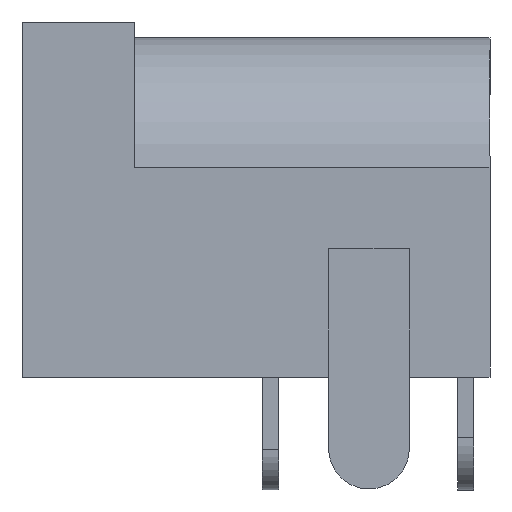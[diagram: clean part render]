
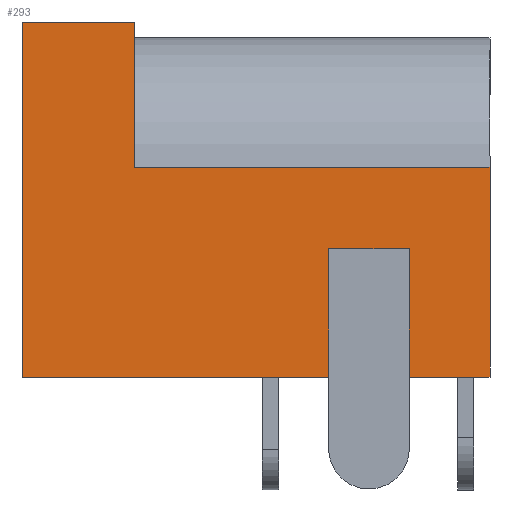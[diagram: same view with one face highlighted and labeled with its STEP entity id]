
A CAD part, front view. The second image highlights one B-rep face of the part: STEP entity #293.
In plain terms, the highlighted planar face has unit normal (0, -1, 0).
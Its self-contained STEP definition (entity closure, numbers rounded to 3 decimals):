
#37 = LINE ( 'NONE', #837, #1473 ) ;
#77 = EDGE_CURVE ( 'NONE', #1133, #1042, #150, .T. ) ;
#150 = LINE ( 'NONE', #1233, #1260 ) ;
#193 = ORIENTED_EDGE ( 'NONE', *, *, #438, .T. ) ;
#242 = PLANE ( 'NONE',  #409 ) ;
#293 = ADVANCED_FACE ( 'NONE', ( #1139 ), #242, .T. ) ;
#294 = DIRECTION ( 'NONE',  ( 0., 0., 1. ) ) ;
#325 = ORIENTED_EDGE ( 'NONE', *, *, #1863, .T. ) ;
#366 = ORIENTED_EDGE ( 'NONE', *, *, #1019, .T. ) ;
#409 = AXIS2_PLACEMENT_3D ( 'NONE', #1355, #1058, #1070 ) ;
#426 = LINE ( 'NONE', #1402, #1488 ) ;
#432 = DIRECTION ( 'NONE',  ( -1., 0., 0. ) ) ;
#438 = EDGE_CURVE ( 'NONE', #1188, #1133, #1768, .T. ) ;
#510 = VERTEX_POINT ( 'NONE', #1481 ) ;
#552 = EDGE_CURVE ( 'NONE', #1454, #1188, #1401, .T. ) ;
#599 = VECTOR ( 'NONE', #1282, 1000. ) ;
#660 = CARTESIAN_POINT ( 'NONE',  ( 0., -4.5, 6.5 ) ) ;
#714 = CARTESIAN_POINT ( 'NONE',  ( 0., -4.5, 11. ) ) ;
#729 = LINE ( 'NONE', #714, #1564 ) ;
#748 = VERTEX_POINT ( 'NONE', #1385 ) ;
#778 = CARTESIAN_POINT ( 'NONE',  ( 14.5, -4.5, 11. ) ) ;
#837 = CARTESIAN_POINT ( 'NONE',  ( 0., -4.5, 0. ) ) ;
#958 = DIRECTION ( 'NONE',  ( -1., 0., 0. ) ) ;
#1019 = EDGE_CURVE ( 'NONE', #510, #1454, #37, .T. ) ;
#1042 = VERTEX_POINT ( 'NONE', #1764 ) ;
#1058 = DIRECTION ( 'NONE',  ( 0., -1., 0. ) ) ;
#1070 = DIRECTION ( 'NONE',  ( 0., 0., -1. ) ) ;
#1133 = VERTEX_POINT ( 'NONE', #1811 ) ;
#1139 = FACE_OUTER_BOUND ( 'NONE', #1984, .T. ) ;
#1188 = VERTEX_POINT ( 'NONE', #1707 ) ;
#1233 = CARTESIAN_POINT ( 'NONE',  ( 3.5, -4.5, 11. ) ) ;
#1241 = VECTOR ( 'NONE', #958, 1000. ) ;
#1260 = VECTOR ( 'NONE', #294, 1000. ) ;
#1277 = ORIENTED_EDGE ( 'NONE', *, *, #552, .T. ) ;
#1282 = DIRECTION ( 'NONE',  ( 0., 0., 1. ) ) ;
#1355 = CARTESIAN_POINT ( 'NONE',  ( 0., -4.5, 11. ) ) ;
#1385 = CARTESIAN_POINT ( 'NONE',  ( 0., -4.5, 11. ) ) ;
#1401 = LINE ( 'NONE', #778, #599 ) ;
#1402 = CARTESIAN_POINT ( 'NONE',  ( 0., -4.5, 11. ) ) ;
#1454 = VERTEX_POINT ( 'NONE', #1733 ) ;
#1473 = VECTOR ( 'NONE', #1786, 1000. ) ;
#1481 = CARTESIAN_POINT ( 'NONE',  ( 0., -4.5, 0. ) ) ;
#1488 = VECTOR ( 'NONE', #1675, 1000. ) ;
#1491 = ORIENTED_EDGE ( 'NONE', *, *, #77, .T. ) ;
#1511 = ORIENTED_EDGE ( 'NONE', *, *, #1642, .T. ) ;
#1564 = VECTOR ( 'NONE', #432, 1000. ) ;
#1642 = EDGE_CURVE ( 'NONE', #748, #510, #426, .T. ) ;
#1675 = DIRECTION ( 'NONE',  ( 0., 0., -1. ) ) ;
#1707 = CARTESIAN_POINT ( 'NONE',  ( 14.5, -4.5, 6.5 ) ) ;
#1733 = CARTESIAN_POINT ( 'NONE',  ( 14.5, -4.5, 0. ) ) ;
#1764 = CARTESIAN_POINT ( 'NONE',  ( 3.5, -4.5, 11. ) ) ;
#1768 = LINE ( 'NONE', #660, #1241 ) ;
#1786 = DIRECTION ( 'NONE',  ( 1., 0., 0. ) ) ;
#1811 = CARTESIAN_POINT ( 'NONE',  ( 3.5, -4.5, 6.5 ) ) ;
#1863 = EDGE_CURVE ( 'NONE', #1042, #748, #729, .T. ) ;
#1984 = EDGE_LOOP ( 'NONE', ( #1491, #325, #1511, #366, #1277, #193 ) ) ;
